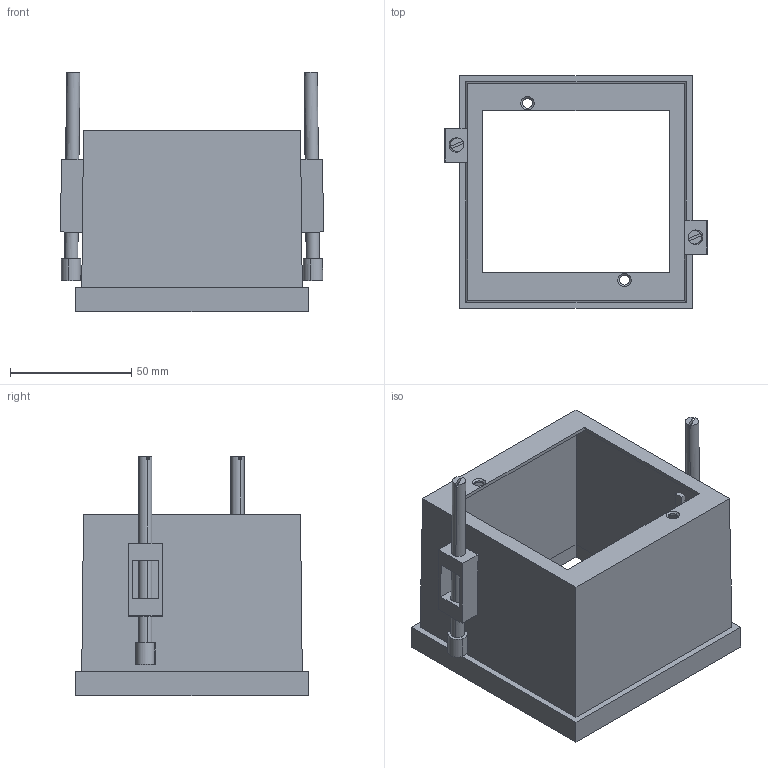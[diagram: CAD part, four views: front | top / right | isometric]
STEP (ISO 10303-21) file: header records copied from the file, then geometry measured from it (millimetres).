
FILE_DESCRIPTION (( 'STEP AP214' ), '1' );
FILE_NAME ('IC-065-02.STEP', '2022-01-24T10:08:40', ( '' ), ( '' ), 'SwSTEP 2.0', 'SolidWorks 2017', '' );
FILE_SCHEMA (( 'AUTOMOTIVE_DESIGN' ));
Length unit declared in the file: millimetre
Products named in the file (13): Clamp-Plastic-2; Clamp-Plastic-1; Clamp-065; IC-065-02; Clamp-Metal-065; Case IC-065
Assembly tree (6 placements, depth 3):
  Clamp-Plastic-1
  IC-065-02
    Case IC-065
    Clamp-065  x2
      Clamp-Plastic-1
      Clamp-Metal-065
      Clamp-Plastic-2
  Clamp-Metal-065
  Clamp-Plastic-2
  Clamp-Plastic-1
Bounding box: 108.46 x 96 x 98.98 mm (x, y, z)
Volume: 70557 mm3; surface area: 68923.6 mm2
Topology: 7 solids, 7 shells, 131 faces, 332 edges, 220 vertices
Faces by surface type: plane 103, cylinder 24, cone 4
Entity records: 3051 total; most frequent: CARTESIAN_POINT 483, DIRECTION 468, ORIENTED_EDGE 460, EDGE_CURVE 230, LINE 194, VECTOR 194, VERTEX_POINT 152, AXIS2_PLACEMENT_3D 137
